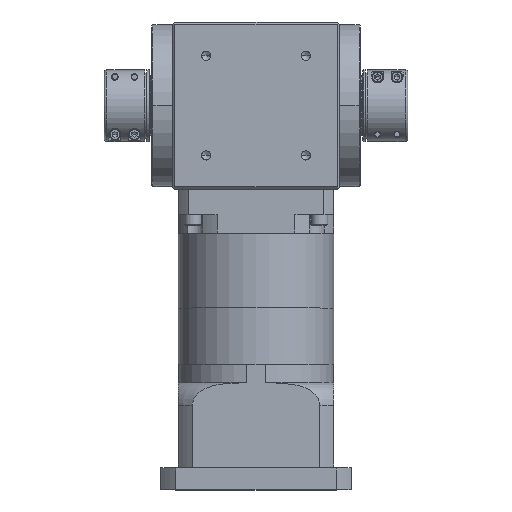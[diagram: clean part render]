
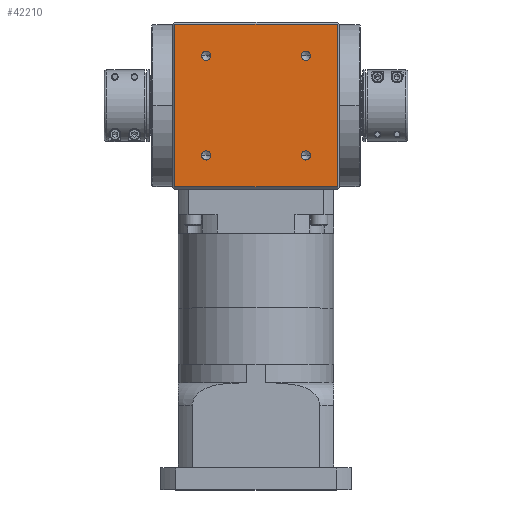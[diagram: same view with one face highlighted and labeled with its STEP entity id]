
A CAD part, top view. The second image highlights one B-rep face of the part: STEP entity #42210.
In plain terms, the highlighted planar face has unit normal (0, 0, 1).
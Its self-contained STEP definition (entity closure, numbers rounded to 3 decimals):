
#400 = FACE_BOUND ( 'NONE', #10867, .T. ) ;
#743 = EDGE_CURVE ( 'NONE', #7830, #10178, #35665, .T. ) ;
#1320 = LINE ( 'NONE', #35829, #34851 ) ;
#1401 = EDGE_CURVE ( 'NONE', #32905, #13952, #34076, .T. ) ;
#1485 = LINE ( 'NONE', #41657, #35000 ) ;
#1920 = CARTESIAN_POINT ( 'NONE',  ( -95., 359., 77. ) ) ;
#2315 = LINE ( 'NONE', #14119, #7920 ) ;
#2407 = VERTEX_POINT ( 'NONE', #21066 ) ;
#2625 = CIRCLE ( 'NONE', #19131, 4.25 ) ;
#2890 = CIRCLE ( 'NONE', #24903, 4.25 ) ;
#3126 = AXIS2_PLACEMENT_3D ( 'NONE', #8553, #31288, #11838 ) ;
#4868 = EDGE_CURVE ( 'NONE', #5551, #2407, #1485, .T. ) ;
#5189 = DIRECTION ( 'NONE',  ( 0., 1., 0. ) ) ;
#5551 = VERTEX_POINT ( 'NONE', #10583 ) ;
#5575 = DIRECTION ( 'NONE',  ( 0., 0., 1. ) ) ;
#6260 = DIRECTION ( 'NONE',  ( 0., 0., 1. ) ) ;
#6633 = CARTESIAN_POINT ( 'NONE',  ( 45.962, 236.038, 77. ) ) ;
#6833 = AXIS2_PLACEMENT_3D ( 'NONE', #6633, #29342, #9887 ) ;
#7830 = VERTEX_POINT ( 'NONE', #24847 ) ;
#7920 = VECTOR ( 'NONE', #33719, 1000. ) ;
#7988 = EDGE_CURVE ( 'NONE', #10178, #7830, #10874, .T. ) ;
#8553 = CARTESIAN_POINT ( 'NONE',  ( -45.962, 327.962, 77. ) ) ;
#8721 = EDGE_CURVE ( 'NONE', #13952, #32905, #2625, .T. ) ;
#8754 = EDGE_LOOP ( 'NONE', ( #10366, #22032 ) ) ;
#9062 = ORIENTED_EDGE ( 'NONE', *, *, #11957, .F. ) ;
#9887 = DIRECTION ( 'NONE',  ( 0., -1., 0. ) ) ;
#9997 = VERTEX_POINT ( 'NONE', #27371 ) ;
#10178 = VERTEX_POINT ( 'NONE', #28617 ) ;
#10287 = CARTESIAN_POINT ( 'NONE',  ( 45.962, 327.962, 77. ) ) ;
#10326 = DIRECTION ( 'NONE',  ( 0., -1., 0. ) ) ;
#10366 = ORIENTED_EDGE ( 'NONE', *, *, #1401, .F. ) ;
#10583 = CARTESIAN_POINT ( 'NONE',  ( -74.872, 357., 77. ) ) ;
#10865 = CARTESIAN_POINT ( 'NONE',  ( -45.962, 327.962, 77. ) ) ;
#10867 = EDGE_LOOP ( 'NONE', ( #15350, #27681 ) ) ;
#10874 = CIRCLE ( 'NONE', #28896, 4.25 ) ;
#11129 = ORIENTED_EDGE ( 'NONE', *, *, #29574, .F. ) ;
#11430 = EDGE_LOOP ( 'NONE', ( #11436, #9062 ) ) ;
#11436 = ORIENTED_EDGE ( 'NONE', *, *, #26861, .F. ) ;
#11838 = DIRECTION ( 'NONE',  ( 0., -1., 0. ) ) ;
#11957 = EDGE_CURVE ( 'NONE', #9997, #33108, #40978, .T. ) ;
#12058 = CARTESIAN_POINT ( 'NONE',  ( -45.962, 236.038, 77. ) ) ;
#12303 = CARTESIAN_POINT ( 'NONE',  ( -45.962, 231.788, 77. ) ) ;
#12359 = ORIENTED_EDGE ( 'NONE', *, *, #743, .F. ) ;
#12834 = EDGE_CURVE ( 'NONE', #27929, #22608, #27791, .T. ) ;
#13119 = DIRECTION ( 'NONE',  ( 0., 1., 0. ) ) ;
#13545 = DIRECTION ( 'NONE',  ( 0., -1., 0. ) ) ;
#13617 = EDGE_CURVE ( 'NONE', #20767, #5551, #1320, .T. ) ;
#13952 = VERTEX_POINT ( 'NONE', #28014 ) ;
#14116 = DIRECTION ( 'NONE',  ( 0., -1., 0. ) ) ;
#14119 = CARTESIAN_POINT ( 'NONE',  ( -95., 207., 77. ) ) ;
#14137 = CARTESIAN_POINT ( 'NONE',  ( 45.962, 327.962, 77. ) ) ;
#15172 = CARTESIAN_POINT ( 'NONE',  ( -45.962, 323.712, 77. ) ) ;
#15261 = AXIS2_PLACEMENT_3D ( 'NONE', #14137, #36881, #17411 ) ;
#15311 = DIRECTION ( 'NONE',  ( 0., -1., 0. ) ) ;
#15350 = ORIENTED_EDGE ( 'NONE', *, *, #31974, .F. ) ;
#16676 = FACE_OUTER_BOUND ( 'NONE', #21266, .T. ) ;
#17411 = DIRECTION ( 'NONE',  ( 0., -1., 0. ) ) ;
#18010 = ORIENTED_EDGE ( 'NONE', *, *, #26669, .F. ) ;
#18910 = DIRECTION ( 'NONE',  ( 1., 0., 0. ) ) ;
#19131 = AXIS2_PLACEMENT_3D ( 'NONE', #10287, #32990, #13545 ) ;
#20767 = VERTEX_POINT ( 'NONE', #33889 ) ;
#21010 = AXIS2_PLACEMENT_3D ( 'NONE', #12058, #34773, #15311 ) ;
#21066 = CARTESIAN_POINT ( 'NONE',  ( 74.872, 357., 77. ) ) ;
#21266 = EDGE_LOOP ( 'NONE', ( #11129, #21374, #24857, #18010 ) ) ;
#21374 = ORIENTED_EDGE ( 'NONE', *, *, #4868, .F. ) ;
#22032 = ORIENTED_EDGE ( 'NONE', *, *, #8721, .F. ) ;
#22608 = VERTEX_POINT ( 'NONE', #12303 ) ;
#24635 = DIRECTION ( 'NONE',  ( 0., 0., -1. ) ) ;
#24847 = CARTESIAN_POINT ( 'NONE',  ( 45.962, 231.788, 77. ) ) ;
#24857 = ORIENTED_EDGE ( 'NONE', *, *, #13617, .F. ) ;
#24903 = AXIS2_PLACEMENT_3D ( 'NONE', #25016, #5575, #28315 ) ;
#24997 = AXIS2_PLACEMENT_3D ( 'NONE', #1920, #24635, #5189 ) ;
#25016 = CARTESIAN_POINT ( 'NONE',  ( -45.962, 236.038, 77. ) ) ;
#25314 = FACE_BOUND ( 'NONE', #36058, .T. ) ;
#25705 = CARTESIAN_POINT ( 'NONE',  ( 45.962, 236.038, 77. ) ) ;
#26249 = VERTEX_POINT ( 'NONE', #30660 ) ;
#26427 = VECTOR ( 'NONE', #10326, 1000. ) ;
#26669 = EDGE_CURVE ( 'NONE', #26249, #20767, #2315, .T. ) ;
#26713 = CIRCLE ( 'NONE', #3126, 4.25 ) ;
#26861 = EDGE_CURVE ( 'NONE', #33108, #9997, #26713, .T. ) ;
#27371 = CARTESIAN_POINT ( 'NONE',  ( -45.962, 332.212, 77. ) ) ;
#27681 = ORIENTED_EDGE ( 'NONE', *, *, #12834, .F. ) ;
#27791 = CIRCLE ( 'NONE', #21010, 4.25 ) ;
#27806 = PLANE ( 'NONE',  #24997 ) ;
#27929 = VERTEX_POINT ( 'NONE', #29651 ) ;
#28014 = CARTESIAN_POINT ( 'NONE',  ( 45.962, 332.212, 77. ) ) ;
#28315 = DIRECTION ( 'NONE',  ( 0., -1., 0. ) ) ;
#28617 = CARTESIAN_POINT ( 'NONE',  ( 45.962, 240.288, 77. ) ) ;
#28896 = AXIS2_PLACEMENT_3D ( 'NONE', #25705, #6260, #28965 ) ;
#28965 = DIRECTION ( 'NONE',  ( 0., -1., 0. ) ) ;
#29342 = DIRECTION ( 'NONE',  ( 0., 0., 1. ) ) ;
#29574 = EDGE_CURVE ( 'NONE', #2407, #26249, #35045, .T. ) ;
#29651 = CARTESIAN_POINT ( 'NONE',  ( -45.962, 240.288, 77. ) ) ;
#30660 = CARTESIAN_POINT ( 'NONE',  ( 74.872, 207., 77. ) ) ;
#31288 = DIRECTION ( 'NONE',  ( 0., 0., 1. ) ) ;
#31974 = EDGE_CURVE ( 'NONE', #22608, #27929, #2890, .T. ) ;
#32905 = VERTEX_POINT ( 'NONE', #39934 ) ;
#32990 = DIRECTION ( 'NONE',  ( 0., 0., 1. ) ) ;
#33029 = CARTESIAN_POINT ( 'NONE',  ( 74.872, 0., 77. ) ) ;
#33108 = VERTEX_POINT ( 'NONE', #15172 ) ;
#33571 = DIRECTION ( 'NONE',  ( 0., 0., 1. ) ) ;
#33719 = DIRECTION ( 'NONE',  ( -1., 0., 0. ) ) ;
#33889 = CARTESIAN_POINT ( 'NONE',  ( -74.872, 207., 77. ) ) ;
#33946 = FACE_BOUND ( 'NONE', #11430, .T. ) ;
#34076 = CIRCLE ( 'NONE', #15261, 4.25 ) ;
#34773 = DIRECTION ( 'NONE',  ( 0., 0., 1. ) ) ;
#34851 = VECTOR ( 'NONE', #13119, 1000. ) ;
#35000 = VECTOR ( 'NONE', #18910, 1000. ) ;
#35045 = LINE ( 'NONE', #33029, #26427 ) ;
#35110 = AXIS2_PLACEMENT_3D ( 'NONE', #10865, #33571, #14116 ) ;
#35665 = CIRCLE ( 'NONE', #6833, 4.25 ) ;
#35829 = CARTESIAN_POINT ( 'NONE',  ( -74.872, 0., 77. ) ) ;
#36058 = EDGE_LOOP ( 'NONE', ( #12359, #39071 ) ) ;
#36881 = DIRECTION ( 'NONE',  ( 0., 0., 1. ) ) ;
#39071 = ORIENTED_EDGE ( 'NONE', *, *, #7988, .F. ) ;
#39934 = CARTESIAN_POINT ( 'NONE',  ( 45.962, 323.712, 77. ) ) ;
#40978 = CIRCLE ( 'NONE', #35110, 4.25 ) ;
#41605 = FACE_BOUND ( 'NONE', #8754, .T. ) ;
#41657 = CARTESIAN_POINT ( 'NONE',  ( -95., 357., 77. ) ) ;
#42210 = ADVANCED_FACE ( 'NONE', ( #33946, #41605, #25314, #400, #16676 ), #27806, .F. ) ;
